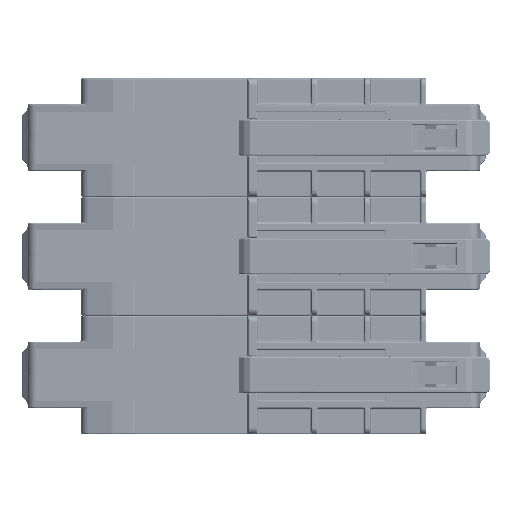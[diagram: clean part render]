
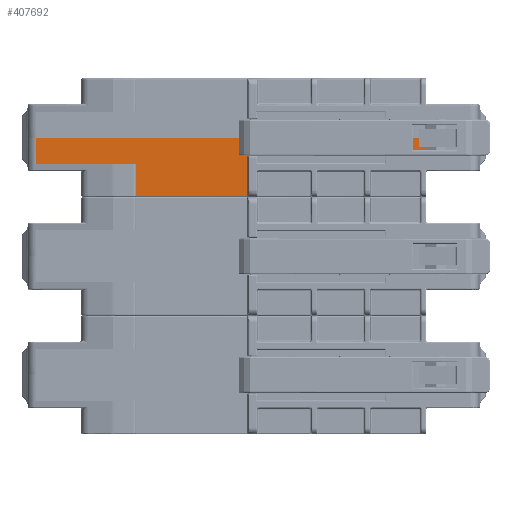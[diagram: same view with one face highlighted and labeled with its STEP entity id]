
A CAD part, front view. The second image highlights one B-rep face of the part: STEP entity #407692.
In plain terms, the highlighted planar face has unit normal (0, -1, 0).
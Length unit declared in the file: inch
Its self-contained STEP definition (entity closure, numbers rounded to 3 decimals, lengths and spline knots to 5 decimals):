
#8205 = ORIENTED_EDGE ( 'NONE', *, *, #101011, .T. ) ;
#10889 = EDGE_CURVE ( 'NONE', #188029, #104269, #336943, .T. ) ;
#26347 = CARTESIAN_POINT ( 'NONE',  ( -0.155, -1.565, 0.59848 ) ) ;
#27279 = LINE ( 'NONE', #557636, #351850 ) ;
#28163 = DIRECTION ( 'NONE',  ( 1., 0., 0. ) ) ;
#42667 = VECTOR ( 'NONE', #335387, 39.37008 ) ;
#49030 = DIRECTION ( 'NONE',  ( 0., 0., 1. ) ) ;
#56317 = PLANE ( 'NONE',  #404361 ) ;
#56326 = CARTESIAN_POINT ( 'NONE',  ( -0.10232, -1.565, -0.01294 ) ) ;
#58164 = ORIENTED_EDGE ( 'NONE', *, *, #450014, .T. ) ;
#69737 = VERTEX_POINT ( 'NONE', #536088 ) ;
#73217 = CARTESIAN_POINT ( 'NONE',  ( 3.91858, -1.565, 0.31598 ) ) ;
#81153 = LINE ( 'NONE', #438450, #636799 ) ;
#88371 = CARTESIAN_POINT ( 'NONE',  ( -0.155, -1.565, -0.03905 ) ) ;
#92763 = ORIENTED_EDGE ( 'NONE', *, *, #10889, .T. ) ;
#93666 = VERTEX_POINT ( 'NONE', #351296 ) ;
#95769 = VERTEX_POINT ( 'NONE', #586827 ) ;
#97755 = CARTESIAN_POINT ( 'NONE',  ( 0.82368, -1.565, -0.05003 ) ) ;
#101011 = EDGE_CURVE ( 'NONE', #373952, #571129, #724619, .T. ) ;
#101804 = VECTOR ( 'NONE', #198538, 39.37008 ) ;
#104269 = VERTEX_POINT ( 'NONE', #266617 ) ;
#110897 = LINE ( 'NONE', #352573, #137541 ) ;
#113441 = EDGE_CURVE ( 'NONE', #69737, #478899, #270519, .T. ) ;
#129287 = LINE ( 'NONE', #540388, #663025 ) ;
#137541 = VECTOR ( 'NONE', #283675, 39.37008 ) ;
#141109 = EDGE_CURVE ( 'NONE', #348420, #95769, #129287, .T. ) ;
#146104 = DIRECTION ( 'NONE',  ( 0., 0., -1. ) ) ;
#146697 = EDGE_CURVE ( 'NONE', #154676, #330679, #27279, .T. ) ;
#150163 = EDGE_CURVE ( 'NONE', #478899, #154676, #359600, .T. ) ;
#154676 = VERTEX_POINT ( 'NONE', #719738 ) ;
#156634 = VECTOR ( 'NONE', #571455, 39.37008 ) ;
#158165 = VECTOR ( 'NONE', #397066, 39.37008 ) ;
#169102 = ORIENTED_EDGE ( 'NONE', *, *, #644913, .T. ) ;
#181636 = CARTESIAN_POINT ( 'NONE',  ( 0.65553, -1.565, 0.30654 ) ) ;
#181935 = CARTESIAN_POINT ( 'NONE',  ( 0.416, -1.565, 0.30654 ) ) ;
#184102 = CARTESIAN_POINT ( 'NONE',  ( 0.416, -1.565, -0.01294 ) ) ;
#188029 = VERTEX_POINT ( 'NONE', #184102 ) ;
#198538 = DIRECTION ( 'NONE',  ( 1., 0., 0. ) ) ;
#208339 = LINE ( 'NONE', #507986, #470451 ) ;
#218446 = CARTESIAN_POINT ( 'NONE',  ( 2.19718, -1.565, -0.28456 ) ) ;
#225623 = DIRECTION ( 'NONE',  ( 0., 0., -1. ) ) ;
#228426 = LINE ( 'NONE', #628002, #344470 ) ;
#228760 = ORIENTED_EDGE ( 'NONE', *, *, #748632, .T. ) ;
#229402 = CARTESIAN_POINT ( 'NONE',  ( 3.96358, -1.565, -0.03905 ) ) ;
#231485 = ORIENTED_EDGE ( 'NONE', *, *, #113441, .T. ) ;
#243805 = VECTOR ( 'NONE', #28163, 39.37008 ) ;
#264902 = VECTOR ( 'NONE', #269471, 39.37008 ) ;
#266617 = CARTESIAN_POINT ( 'NONE',  ( 0.65553, -1.565, -0.01294 ) ) ;
#269298 = DIRECTION ( 'NONE',  ( 0., 0., -1. ) ) ;
#269471 = DIRECTION ( 'NONE',  ( 1., 0., 0. ) ) ;
#270519 = LINE ( 'NONE', #327954, #158165 ) ;
#278740 = VERTEX_POINT ( 'NONE', #578758 ) ;
#283675 = DIRECTION ( 'NONE',  ( 1., 0., 0. ) ) ;
#293920 = CARTESIAN_POINT ( 'NONE',  ( 4.18858, -1.565, 0.31598 ) ) ;
#301195 = ORIENTED_EDGE ( 'NONE', *, *, #141109, .T. ) ;
#324757 = VERTEX_POINT ( 'NONE', #26347 ) ;
#327954 = CARTESIAN_POINT ( 'NONE',  ( -0.10232, -1.565, 0.36098 ) ) ;
#330305 = EDGE_CURVE ( 'NONE', #93666, #562343, #680358, .T. ) ;
#330679 = VERTEX_POINT ( 'NONE', #293920 ) ;
#335387 = DIRECTION ( 'NONE',  ( 0., 0., -1. ) ) ;
#336943 = LINE ( 'NONE', #56326, #156634 ) ;
#344470 = VECTOR ( 'NONE', #462749, 39.37008 ) ;
#348420 = VERTEX_POINT ( 'NONE', #97755 ) ;
#350319 = CARTESIAN_POINT ( 'NONE',  ( 3.96358, -1.565, 0.36098 ) ) ;
#351296 = CARTESIAN_POINT ( 'NONE',  ( 2.19718, -1.565, 0.31598 ) ) ;
#351850 = VECTOR ( 'NONE', #561382, 39.37008 ) ;
#352573 = CARTESIAN_POINT ( 'NONE',  ( -0.10232, -1.565, 0.59848 ) ) ;
#354219 = EDGE_CURVE ( 'NONE', #571129, #188029, #81153, .T. ) ;
#359600 = LINE ( 'NONE', #229402, #552087 ) ;
#373952 = VERTEX_POINT ( 'NONE', #476628 ) ;
#392206 = CARTESIAN_POINT ( 'NONE',  ( -0.10232, -1.565, 0.31598 ) ) ;
#394461 = EDGE_CURVE ( 'NONE', #95769, #93666, #502957, .T. ) ;
#397066 = DIRECTION ( 'NONE',  ( 1., 0., 0. ) ) ;
#404361 = AXIS2_PLACEMENT_3D ( 'NONE', #697899, #755493, #705457 ) ;
#407692 = ADVANCED_FACE ( 'NONE', ( #747897 ), #56317, .T. ) ;
#408906 = EDGE_CURVE ( 'NONE', #562343, #69737, #228426, .T. ) ;
#432069 = VECTOR ( 'NONE', #522031, 39.37008 ) ;
#435741 = LINE ( 'NONE', #443211, #243805 ) ;
#438450 = CARTESIAN_POINT ( 'NONE',  ( 0.416, -1.565, -0.03905 ) ) ;
#443211 = CARTESIAN_POINT ( 'NONE',  ( -0.10232, -1.565, 0.30654 ) ) ;
#444269 = CARTESIAN_POINT ( 'NONE',  ( -0.10232, -1.565, 0.30654 ) ) ;
#450014 = EDGE_CURVE ( 'NONE', #572344, #539403, #435741, .T. ) ;
#462749 = DIRECTION ( 'NONE',  ( 0., 0., 1. ) ) ;
#470241 = VECTOR ( 'NONE', #49030, 39.37008 ) ;
#470451 = VECTOR ( 'NONE', #741992, 39.37008 ) ;
#476628 = CARTESIAN_POINT ( 'NONE',  ( -0.155, -1.565, 0.30654 ) ) ;
#478899 = VERTEX_POINT ( 'NONE', #350319 ) ;
#485421 = ORIENTED_EDGE ( 'NONE', *, *, #408906, .T. ) ;
#502957 = LINE ( 'NONE', #218446, #470241 ) ;
#507986 = CARTESIAN_POINT ( 'NONE',  ( 4.18858, -1.565, 0.07256 ) ) ;
#508916 = ORIENTED_EDGE ( 'NONE', *, *, #630511, .F. ) ;
#522031 = DIRECTION ( 'NONE',  ( 0., 0., 1. ) ) ;
#536088 = CARTESIAN_POINT ( 'NONE',  ( 3.91858, -1.565, 0.36098 ) ) ;
#539403 = VERTEX_POINT ( 'NONE', #563677 ) ;
#540388 = CARTESIAN_POINT ( 'NONE',  ( -0.10232, -1.565, -0.05003 ) ) ;
#541962 = ORIENTED_EDGE ( 'NONE', *, *, #394461, .T. ) ;
#543205 = ORIENTED_EDGE ( 'NONE', *, *, #644876, .F. ) ;
#544183 = ORIENTED_EDGE ( 'NONE', *, *, #330305, .T. ) ;
#544656 = ORIENTED_EDGE ( 'NONE', *, *, #354219, .T. ) ;
#552087 = VECTOR ( 'NONE', #225623, 39.37008 ) ;
#557636 = CARTESIAN_POINT ( 'NONE',  ( -0.10232, -1.565, 0.31598 ) ) ;
#561382 = DIRECTION ( 'NONE',  ( 1., 0., 0. ) ) ;
#562343 = VERTEX_POINT ( 'NONE', #73217 ) ;
#563677 = CARTESIAN_POINT ( 'NONE',  ( 0.82368, -1.565, 0.30654 ) ) ;
#571129 = VERTEX_POINT ( 'NONE', #181935 ) ;
#571455 = DIRECTION ( 'NONE',  ( 1., 0., 0. ) ) ;
#572344 = VERTEX_POINT ( 'NONE', #181636 ) ;
#573757 = ORIENTED_EDGE ( 'NONE', *, *, #150163, .T. ) ;
#578758 = CARTESIAN_POINT ( 'NONE',  ( 4.18858, -1.565, 0.59848 ) ) ;
#581073 = VECTOR ( 'NONE', #146104, 39.37008 ) ;
#586827 = CARTESIAN_POINT ( 'NONE',  ( 2.19718, -1.565, -0.05003 ) ) ;
#587087 = LINE ( 'NONE', #705942, #432069 ) ;
#608659 = CARTESIAN_POINT ( 'NONE',  ( 0.82368, -1.565, -0.03905 ) ) ;
#614763 = LINE ( 'NONE', #88371, #581073 ) ;
#616772 = ORIENTED_EDGE ( 'NONE', *, *, #146697, .T. ) ;
#628002 = CARTESIAN_POINT ( 'NONE',  ( 3.91858, -1.565, -0.03905 ) ) ;
#630511 = EDGE_CURVE ( 'NONE', #278740, #330679, #208339, .T. ) ;
#635031 = EDGE_CURVE ( 'NONE', #539403, #348420, #723637, .T. ) ;
#636799 = VECTOR ( 'NONE', #269298, 39.37008 ) ;
#644876 = EDGE_CURVE ( 'NONE', #324757, #278740, #110897, .T. ) ;
#644913 = EDGE_CURVE ( 'NONE', #104269, #572344, #587087, .T. ) ;
#663025 = VECTOR ( 'NONE', #670629, 39.37008 ) ;
#670629 = DIRECTION ( 'NONE',  ( 1., 0., 0. ) ) ;
#680358 = LINE ( 'NONE', #392206, #264902 ) ;
#697899 = CARTESIAN_POINT ( 'NONE',  ( -0.10232, -1.565, -0.03905 ) ) ;
#705457 = DIRECTION ( 'NONE',  ( 0., 0., -1. ) ) ;
#705942 = CARTESIAN_POINT ( 'NONE',  ( 0.65553, -1.565, -0.03905 ) ) ;
#719738 = CARTESIAN_POINT ( 'NONE',  ( 3.96358, -1.565, 0.31598 ) ) ;
#723637 = LINE ( 'NONE', #608659, #42667 ) ;
#724619 = LINE ( 'NONE', #444269, #101804 ) ;
#739696 = ORIENTED_EDGE ( 'NONE', *, *, #635031, .T. ) ;
#741992 = DIRECTION ( 'NONE',  ( 0., 0., -1. ) ) ;
#747897 = FACE_OUTER_BOUND ( 'NONE', #756403, .T. ) ;
#748632 = EDGE_CURVE ( 'NONE', #324757, #373952, #614763, .T. ) ;
#755493 = DIRECTION ( 'NONE',  ( 0., -1., 0. ) ) ;
#756403 = EDGE_LOOP ( 'NONE', ( #541962, #544183, #485421, #231485, #573757, #616772, #508916, #543205, #228760, #8205, #544656, #92763, #169102, #58164, #739696, #301195 ) ) ;
